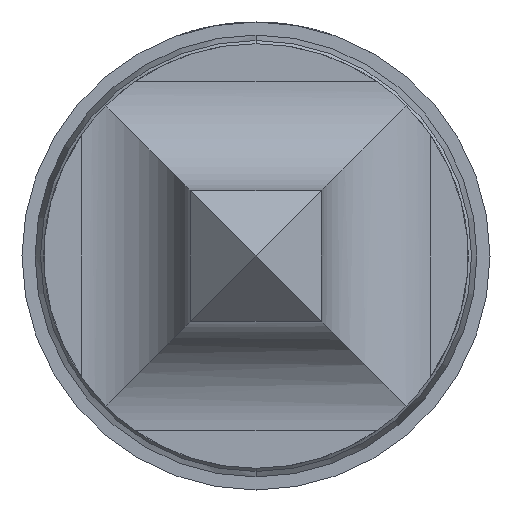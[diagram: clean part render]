
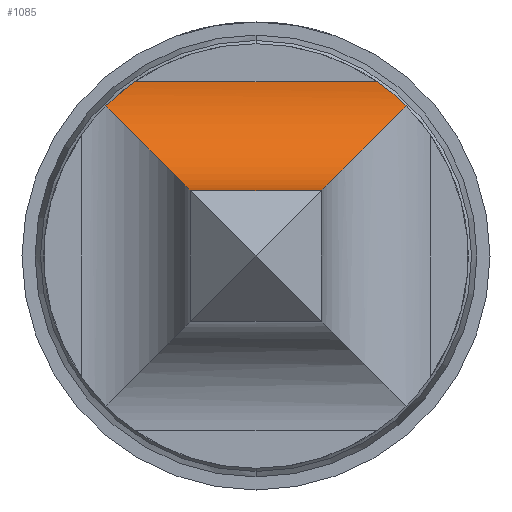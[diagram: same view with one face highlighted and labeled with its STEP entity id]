
A CAD part, front view. The second image highlights one B-rep face of the part: STEP entity #1085.
In plain terms, the highlighted cylindrical face has radius 0.5 mm (diameter 1 mm), a partial arc.
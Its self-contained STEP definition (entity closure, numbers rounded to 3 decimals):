
#42 = CARTESIAN_POINT ( 'NONE',  ( -0.689, -15.012, 0.689 ) ) ;
#52 = DIRECTION ( 'NONE',  ( 1., 0., 0. ) ) ;
#271 = VECTOR ( 'NONE', #965, 1000. ) ;
#283 = CARTESIAN_POINT ( 'NONE',  ( 0.3, -15.5, 0.3 ) ) ;
#286 = CARTESIAN_POINT ( 'NONE',  ( -0.557, -15., 0.8 ) ) ;
#293 =( BOUNDED_CURVE ( )  B_SPLINE_CURVE ( 3, ( #283, #3266, #2298, #3549 ),
 .UNSPECIFIED., .F., .F. ) 
 B_SPLINE_CURVE_WITH_KNOTS ( ( 4, 4 ),
 ( 3.142, 4.489 ),
 .UNSPECIFIED. ) 
 CURVE ( )  GEOMETRIC_REPRESENTATION_ITEM ( )  RATIONAL_B_SPLINE_CURVE ( ( 1., 0.854, 0.854, 1. ) ) 
 REPRESENTATION_ITEM ( '' )  );
#318 = CARTESIAN_POINT ( 'NONE',  ( 0.557, -15., 0.8 ) ) ;
#337 = ORIENTED_EDGE ( 'NONE', *, *, #2162, .T. ) ;
#423 = ORIENTED_EDGE ( 'NONE', *, *, #1781, .F. ) ;
#468 = EDGE_CURVE ( 'Defeature ausgef�hrt3_17+Defeature ausgef�hrt3_22+Defeature ausgef�hrt3_18+Defeature ausgef�hrt3_16', #1824, #3190, #1065, .T. ) ;
#571 = CARTESIAN_POINT ( 'NONE',  ( -0.605, -15., 0.767 ) ) ;
#710 = B_SPLINE_CURVE_WITH_KNOTS ( 'NONE', 3,
 ( #3333, #2065, #2407, #1087 ),
 .UNSPECIFIED., .F., .F.,
 ( 4, 4 ),
 ( 0., 0. ),
 .UNSPECIFIED. ) ;
#778 = FACE_OUTER_BOUND ( 'NONE', #2883, .T. ) ;
#965 = DIRECTION ( 'NONE',  ( 1., 0., 0. ) ) ;
#1008 = ORIENTED_EDGE ( 'NONE', *, *, #468, .F. ) ;
#1042 = CARTESIAN_POINT ( 'NONE',  ( -0.3, -15.256, 0.3 ) ) ;
#1065 = LINE ( 'NONE', #3543, #4022 ) ;
#1085 = ADVANCED_FACE ( 'Defeature ausgef�hrt3_22', ( #778 ), #2729, .F. ) ;
#1087 = CARTESIAN_POINT ( 'NONE',  ( 0.689, -15.012, 0.689 ) ) ;
#1345 = LINE ( 'NONE', #3858, #271 ) ;
#1406 = CARTESIAN_POINT ( 'NONE',  ( 0.3, -15.5, 0.3 ) ) ;
#1477 = VERTEX_POINT ( 'NONE', #318 ) ;
#1486 = EDGE_CURVE ( 'Defeature ausgef�hrt3_1+Defeature ausgef�hrt3_22+Defeature ausgef�hrt3_4+Defeature ausgef�hrt3_4', #1492, #1477, #1345, .T. ) ;
#1492 = VERTEX_POINT ( 'NONE', #286 ) ;
#1671 = DIRECTION ( 'NONE',  ( 0., 0., -1. ) ) ;
#1726 = CARTESIAN_POINT ( 'NONE',  ( -0.3, -15.5, 0.3 ) ) ;
#1781 = EDGE_CURVE ( 'Defeature ausgef�hrt3_21+Defeature ausgef�hrt3_22+Defeature ausgef�hrt3_16+Defeature ausgef�hrt3_4', #3190, #3455, #2932, .T. ) ;
#1824 = VERTEX_POINT ( 'NONE', #1406 ) ;
#1885 = CARTESIAN_POINT ( 'NONE',  ( -0.649, -15.003, 0.73 ) ) ;
#2065 = CARTESIAN_POINT ( 'NONE',  ( 0.605, -15., 0.767 ) ) ;
#2083 = EDGE_CURVE ( 'Defeature ausgef�hrt3_4+Defeature ausgef�hrt3_22+Defeature ausgef�hrt3_21+Defeature ausgef�hrt3_1', #3455, #1492, #3392, .T. ) ;
#2162 = EDGE_CURVE ( 'Defeature ausgef�hrt3_22+Defeature ausgef�hrt3_23+Defeature ausgef�hrt3_17+Defeature ausgef�hrt3_4', #1824, #3258, #293, .T. ) ;
#2298 = CARTESIAN_POINT ( 'NONE',  ( 0.452, -15.066, 0.452 ) ) ;
#2407 = CARTESIAN_POINT ( 'NONE',  ( 0.649, -15.003, 0.73 ) ) ;
#2655 = CARTESIAN_POINT ( 'NONE',  ( -0.689, -15.012, 0.689 ) ) ;
#2685 = CARTESIAN_POINT ( 'NONE',  ( -0.452, -15.066, 0.452 ) ) ;
#2694 = AXIS2_PLACEMENT_3D ( 'NONE', #2993, #52, #1671 ) ;
#2714 = ORIENTED_EDGE ( 'NONE', *, *, #4042, .F. ) ;
#2729 = CYLINDRICAL_SURFACE ( 'NONE', #2694, 0.5 ) ;
#2883 = EDGE_LOOP ( 'NONE', ( #3995, #2893, #423, #1008, #337, #2714 ) ) ;
#2893 = ORIENTED_EDGE ( 'NONE', *, *, #2083, .F. ) ;
#2932 =( BOUNDED_CURVE ( )  B_SPLINE_CURVE ( 3, ( #1726, #1042, #2685, #2655 ),
 .UNSPECIFIED., .F., .F. ) 
 B_SPLINE_CURVE_WITH_KNOTS ( ( 4, 4 ),
 ( 3.142, 4.489 ),
 .UNSPECIFIED. ) 
 CURVE ( )  GEOMETRIC_REPRESENTATION_ITEM ( )  RATIONAL_B_SPLINE_CURVE ( ( 1., 0.854, 0.854, 1. ) ) 
 REPRESENTATION_ITEM ( '' )  );
#2993 = CARTESIAN_POINT ( 'NONE',  ( -0.3, -15.5, 0.8 ) ) ;
#3190 = VERTEX_POINT ( 'NONE', #4052 ) ;
#3200 = CARTESIAN_POINT ( 'NONE',  ( 0.689, -15.012, 0.689 ) ) ;
#3258 = VERTEX_POINT ( 'NONE', #3200 ) ;
#3266 = CARTESIAN_POINT ( 'NONE',  ( 0.3, -15.256, 0.3 ) ) ;
#3333 = CARTESIAN_POINT ( 'NONE',  ( 0.557, -15., 0.8 ) ) ;
#3392 = B_SPLINE_CURVE_WITH_KNOTS ( 'NONE', 3,
 ( #3852, #1885, #571, #3539 ),
 .UNSPECIFIED., .F., .F.,
 ( 4, 4 ),
 ( 0.002, 0.002 ),
 .UNSPECIFIED. ) ;
#3455 = VERTEX_POINT ( 'NONE', #42 ) ;
#3539 = CARTESIAN_POINT ( 'NONE',  ( -0.557, -15., 0.8 ) ) ;
#3543 = CARTESIAN_POINT ( 'NONE',  ( -0.8, -15.5, 0.3 ) ) ;
#3549 = CARTESIAN_POINT ( 'NONE',  ( 0.689, -15.012, 0.689 ) ) ;
#3589 = DIRECTION ( 'NONE',  ( -1., 0., 0. ) ) ;
#3852 = CARTESIAN_POINT ( 'NONE',  ( -0.689, -15.012, 0.689 ) ) ;
#3858 = CARTESIAN_POINT ( 'NONE',  ( 0.3, -15., 0.8 ) ) ;
#3995 = ORIENTED_EDGE ( 'NONE', *, *, #1486, .F. ) ;
#4022 = VECTOR ( 'NONE', #3589, 1000. ) ;
#4042 = EDGE_CURVE ( 'Defeature ausgef�hrt3_4+Defeature ausgef�hrt3_22+Defeature ausgef�hrt3_1+Defeature ausgef�hrt3_23', #1477, #3258, #710, .T. ) ;
#4052 = CARTESIAN_POINT ( 'NONE',  ( -0.3, -15.5, 0.3 ) ) ;
